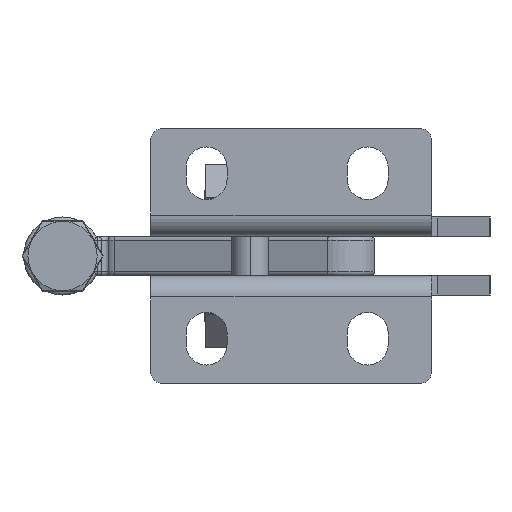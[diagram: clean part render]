
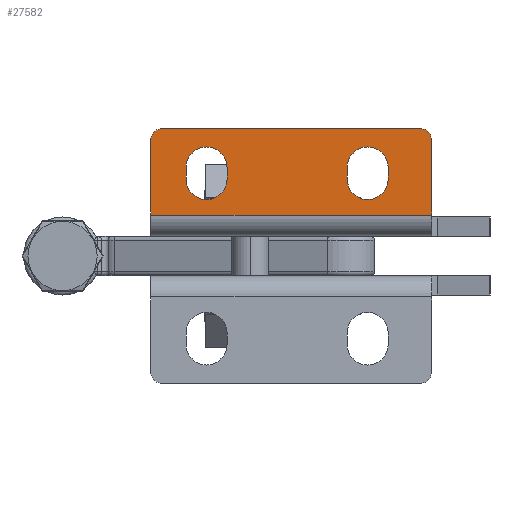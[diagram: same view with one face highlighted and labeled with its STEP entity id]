
A CAD part, front view. The second image highlights one B-rep face of the part: STEP entity #27582.
In plain terms, the highlighted planar face has unit normal (0, -1, 0).
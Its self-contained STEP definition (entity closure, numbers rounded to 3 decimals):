
#798 = DIRECTION ( 'NONE',  ( 0., 0., 1. ) ) ;
#800 = PLANE ( 'NONE',  #17041 ) ;
#802 = CARTESIAN_POINT ( 'NONE',  ( 3., -5., 24.7 ) ) ;
#805 = DIRECTION ( 'NONE',  ( 0., 1., 0. ) ) ;
#5122 = VERTEX_POINT ( 'NONE', #15651 ) ;
#5163 = EDGE_LOOP ( 'NONE', ( #9248, #9132, #9530, #9178, #9181 ) ) ;
#5221 = EDGE_LOOP ( 'NONE', ( #8642, #9516, #8667, #8536, #8470 ) ) ;
#5243 = VERTEX_POINT ( 'NONE', #15584 ) ;
#5264 = VERTEX_POINT ( 'NONE', #15574 ) ;
#5268 = VERTEX_POINT ( 'NONE', #15571 ) ;
#5313 = VERTEX_POINT ( 'NONE', #15276 ) ;
#5320 = VERTEX_POINT ( 'NONE', #26307 ) ;
#5355 = EDGE_LOOP ( 'NONE', ( #8598, #9242, #8496, #8706, #9095, #9192 ) ) ;
#5380 = VERTEX_POINT ( 'NONE', #15402 ) ;
#5453 = VERTEX_POINT ( 'NONE', #15369 ) ;
#5470 = VERTEX_POINT ( 'NONE', #15361 ) ;
#5682 = FACE_BOUND ( 'NONE', #5163, .T. ) ;
#5702 = FACE_OUTER_BOUND ( 'NONE', #5355, .T. ) ;
#5707 = FACE_BOUND ( 'NONE', #5221, .T. ) ;
#8470 = ORIENTED_EDGE ( 'NONE', *, *, #27212, .F. ) ;
#8496 = ORIENTED_EDGE ( 'NONE', *, *, #27206, .T. ) ;
#8536 = ORIENTED_EDGE ( 'NONE', *, *, #27211, .F. ) ;
#8598 = ORIENTED_EDGE ( 'NONE', *, *, #27213, .F. ) ;
#8642 = ORIENTED_EDGE ( 'NONE', *, *, #27013, .F. ) ;
#8667 = ORIENTED_EDGE ( 'NONE', *, *, #27210, .F. ) ;
#8706 = ORIENTED_EDGE ( 'NONE', *, *, #27201, .T. ) ;
#9095 = ORIENTED_EDGE ( 'NONE', *, *, #27202, .T. ) ;
#9132 = ORIENTED_EDGE ( 'NONE', *, *, #27207, .F. ) ;
#9178 = ORIENTED_EDGE ( 'NONE', *, *, #27209, .F. ) ;
#9181 = ORIENTED_EDGE ( 'NONE', *, *, #27204, .F. ) ;
#9192 = ORIENTED_EDGE ( 'NONE', *, *, #27203, .T. ) ;
#9242 = ORIENTED_EDGE ( 'NONE', *, *, #27205, .T. ) ;
#9248 = ORIENTED_EDGE ( 'NONE', *, *, #27092, .F. ) ;
#9516 = ORIENTED_EDGE ( 'NONE', *, *, #27215, .F. ) ;
#9530 = ORIENTED_EDGE ( 'NONE', *, *, #27208, .F. ) ;
#10032 = AXIS2_PLACEMENT_3D ( 'NONE', #20072, #20070, #20068 ) ;
#10072 = AXIS2_PLACEMENT_3D ( 'NONE', #17759, #17758, #17757 ) ;
#10078 = AXIS2_PLACEMENT_3D ( 'NONE', #20051, #20049, #20047 ) ;
#10086 = AXIS2_PLACEMENT_3D ( 'NONE', #20058, #20057, #20056 ) ;
#10107 = AXIS2_PLACEMENT_3D ( 'NONE', #20044, #20043, #20042 ) ;
#10120 = AXIS2_PLACEMENT_3D ( 'NONE', #20064, #20063, #20062 ) ;
#10122 = AXIS2_PLACEMENT_3D ( 'NONE', #20085, #20081, #20079 ) ;
#10130 = AXIS2_PLACEMENT_3D ( 'NONE', #17398, #17397, #17396 ) ;
#13046 = CARTESIAN_POINT ( 'NONE',  ( 0., -5., 5.5 ) ) ;
#13047 = CARTESIAN_POINT ( 'NONE',  ( 9.05, -5., 17.7 ) ) ;
#13136 = CARTESIAN_POINT ( 'NONE',  ( 19.55, -5., 17.7 ) ) ;
#13142 = CARTESIAN_POINT ( 'NONE',  ( 60.85, -5., 17.7 ) ) ;
#13166 = CARTESIAN_POINT ( 'NONE',  ( 60.85, -5., 14.7 ) ) ;
#13196 = CARTESIAN_POINT ( 'NONE',  ( 14.3, -5., 22.95 ) ) ;
#13367 = VERTEX_POINT ( 'NONE', #13722 ) ;
#13486 = VERTEX_POINT ( 'NONE', #13196 ) ;
#13516 = VERTEX_POINT ( 'NONE', #13166 ) ;
#13540 = VERTEX_POINT ( 'NONE', #13142 ) ;
#13546 = VERTEX_POINT ( 'NONE', #13136 ) ;
#13613 = VERTEX_POINT ( 'NONE', #13047 ) ;
#13614 = VERTEX_POINT ( 'NONE', #13046 ) ;
#13722 = CARTESIAN_POINT ( 'NONE',  ( 55.6, -5., 22.95 ) ) ;
#14136 = CIRCLE ( 'NONE', #10130, 5.25 ) ;
#14449 = CIRCLE ( 'NONE', #10072, 5.25 ) ;
#14565 = VECTOR ( 'NONE', #20037, 1000. ) ;
#14569 = VECTOR ( 'NONE', #20053, 1000. ) ;
#14571 = LINE ( 'NONE', #20046, #14565 ) ;
#14573 = VECTOR ( 'NONE', #20059, 1000. ) ;
#14579 = CIRCLE ( 'NONE', #10107, 5.25 ) ;
#14581 = VECTOR ( 'NONE', #20066, 1000. ) ;
#14582 = LINE ( 'NONE', #20054, #14569 ) ;
#14584 = CIRCLE ( 'NONE', #10078, 5.25 ) ;
#14587 = LINE ( 'NONE', #20060, #14573 ) ;
#14589 = VECTOR ( 'NONE', #20074, 1000. ) ;
#14590 = CIRCLE ( 'NONE', #10086, 5.25 ) ;
#14593 = LINE ( 'NONE', #20067, #14581 ) ;
#14595 = CIRCLE ( 'NONE', #10120, 3. ) ;
#14597 = VECTOR ( 'NONE', #20087, 1000. ) ;
#14601 = LINE ( 'NONE', #20077, #14589 ) ;
#14604 = CIRCLE ( 'NONE', #10032, 5.25 ) ;
#14607 = VECTOR ( 'NONE', #20105, 1000. ) ;
#14609 = VECTOR ( 'NONE', #20094, 1000. ) ;
#14611 = LINE ( 'NONE', #20089, #14597 ) ;
#14617 = LINE ( 'NONE', #20096, #14607 ) ;
#14624 = LINE ( 'NONE', #20097, #14609 ) ;
#14686 = CIRCLE ( 'NONE', #10122, 3. ) ;
#15276 = CARTESIAN_POINT ( 'NONE',  ( 50.35, -5., 17.7 ) ) ;
#15361 = CARTESIAN_POINT ( 'NONE',  ( 50.35, -5., 14.7 ) ) ;
#15369 = CARTESIAN_POINT ( 'NONE',  ( 72., -5., 5.5 ) ) ;
#15402 = CARTESIAN_POINT ( 'NONE',  ( 19.55, -5., 14.7 ) ) ;
#15571 = CARTESIAN_POINT ( 'NONE',  ( 69., -5., 27.7 ) ) ;
#15574 = CARTESIAN_POINT ( 'NONE',  ( 0., -5., 24.7 ) ) ;
#15584 = CARTESIAN_POINT ( 'NONE',  ( 3., -5., 27.7 ) ) ;
#15651 = CARTESIAN_POINT ( 'NONE',  ( 9.05, -5., 14.7 ) ) ;
#17041 = AXIS2_PLACEMENT_3D ( 'NONE', #802, #805, #798 ) ;
#17396 = DIRECTION ( 'NONE',  ( 0., 0., -1. ) ) ;
#17397 = DIRECTION ( 'NONE',  ( 0., -1., 0. ) ) ;
#17398 = CARTESIAN_POINT ( 'NONE',  ( 14.3, -5., 17.7 ) ) ;
#17757 = DIRECTION ( 'NONE',  ( 0., 0., -1. ) ) ;
#17758 = DIRECTION ( 'NONE',  ( 0., -1., 0. ) ) ;
#17759 = CARTESIAN_POINT ( 'NONE',  ( 55.6, -5., 17.7 ) ) ;
#20037 = DIRECTION ( 'NONE',  ( 0., 0., 1. ) ) ;
#20042 = DIRECTION ( 'NONE',  ( 0., 0., -1. ) ) ;
#20043 = DIRECTION ( 'NONE',  ( 0., -1., 0. ) ) ;
#20044 = CARTESIAN_POINT ( 'NONE',  ( 55.6, -5., 17.7 ) ) ;
#20046 = CARTESIAN_POINT ( 'NONE',  ( 60.85, -5., 17.7 ) ) ;
#20047 = DIRECTION ( 'NONE',  ( 0., 0., -1. ) ) ;
#20049 = DIRECTION ( 'NONE',  ( 0., -1., 0. ) ) ;
#20051 = CARTESIAN_POINT ( 'NONE',  ( 55.6, -5., 14.7 ) ) ;
#20053 = DIRECTION ( 'NONE',  ( -1., 0., 0. ) ) ;
#20054 = CARTESIAN_POINT ( 'NONE',  ( 3., -5., 5.5 ) ) ;
#20056 = DIRECTION ( 'NONE',  ( 0., 0., -1. ) ) ;
#20057 = DIRECTION ( 'NONE',  ( 0., -1., 0. ) ) ;
#20058 = CARTESIAN_POINT ( 'NONE',  ( 14.3, -5., 14.7 ) ) ;
#20059 = DIRECTION ( 'NONE',  ( 0., 0., -1. ) ) ;
#20060 = CARTESIAN_POINT ( 'NONE',  ( 50.35, -5., 17.7 ) ) ;
#20062 = DIRECTION ( 'NONE',  ( 0., 0., 1. ) ) ;
#20063 = DIRECTION ( 'NONE',  ( 0., -1., 0. ) ) ;
#20064 = CARTESIAN_POINT ( 'NONE',  ( 69., -5., 24.7 ) ) ;
#20066 = DIRECTION ( 'NONE',  ( 0., 0., -1. ) ) ;
#20067 = CARTESIAN_POINT ( 'NONE',  ( 9.05, -5., 17.7 ) ) ;
#20068 = DIRECTION ( 'NONE',  ( 0., 0., -1. ) ) ;
#20070 = DIRECTION ( 'NONE',  ( 0., -1., 0. ) ) ;
#20072 = CARTESIAN_POINT ( 'NONE',  ( 14.3, -5., 17.7 ) ) ;
#20074 = DIRECTION ( 'NONE',  ( 0., 0., 1. ) ) ;
#20077 = CARTESIAN_POINT ( 'NONE',  ( 19.55, -5., 17.7 ) ) ;
#20079 = DIRECTION ( 'NONE',  ( 0., 0., 1. ) ) ;
#20081 = DIRECTION ( 'NONE',  ( 0., -1., 0. ) ) ;
#20085 = CARTESIAN_POINT ( 'NONE',  ( 3., -5., 24.7 ) ) ;
#20087 = DIRECTION ( 'NONE',  ( 0., 0., 1. ) ) ;
#20089 = CARTESIAN_POINT ( 'NONE',  ( 72., -5., 24.7 ) ) ;
#20094 = DIRECTION ( 'NONE',  ( -1., 0., 0. ) ) ;
#20096 = CARTESIAN_POINT ( 'NONE',  ( 0., -5., 5. ) ) ;
#20097 = CARTESIAN_POINT ( 'NONE',  ( 3., -5., 27.7 ) ) ;
#20105 = DIRECTION ( 'NONE',  ( 0., 0., -1. ) ) ;
#26307 = CARTESIAN_POINT ( 'NONE',  ( 72., -5., 24.7 ) ) ;
#27013 = EDGE_CURVE ( 'NONE', #13540, #13367, #14449, .T. ) ;
#27092 = EDGE_CURVE ( 'NONE', #13546, #13486, #14136, .T. ) ;
#27201 = EDGE_CURVE ( 'NONE', #5268, #5243, #14624, .T. ) ;
#27202 = EDGE_CURVE ( 'NONE', #5243, #5264, #14686, .T. ) ;
#27203 = EDGE_CURVE ( 'NONE', #5264, #13614, #14617, .T. ) ;
#27204 = EDGE_CURVE ( 'NONE', #13486, #13613, #14604, .T. ) ;
#27205 = EDGE_CURVE ( 'NONE', #5453, #5320, #14611, .T. ) ;
#27206 = EDGE_CURVE ( 'NONE', #5320, #5268, #14595, .T. ) ;
#27207 = EDGE_CURVE ( 'NONE', #5380, #13546, #14601, .T. ) ;
#27208 = EDGE_CURVE ( 'NONE', #5122, #5380, #14590, .T. ) ;
#27209 = EDGE_CURVE ( 'NONE', #13613, #5122, #14593, .T. ) ;
#27210 = EDGE_CURVE ( 'NONE', #5470, #13516, #14584, .T. ) ;
#27211 = EDGE_CURVE ( 'NONE', #5313, #5470, #14587, .T. ) ;
#27212 = EDGE_CURVE ( 'NONE', #13367, #5313, #14579, .T. ) ;
#27213 = EDGE_CURVE ( 'NONE', #5453, #13614, #14582, .T. ) ;
#27215 = EDGE_CURVE ( 'NONE', #13516, #13540, #14571, .T. ) ;
#27582 = ADVANCED_FACE ( 'NONE', ( #5707, #5682, #5702 ), #800, .F. ) ;
